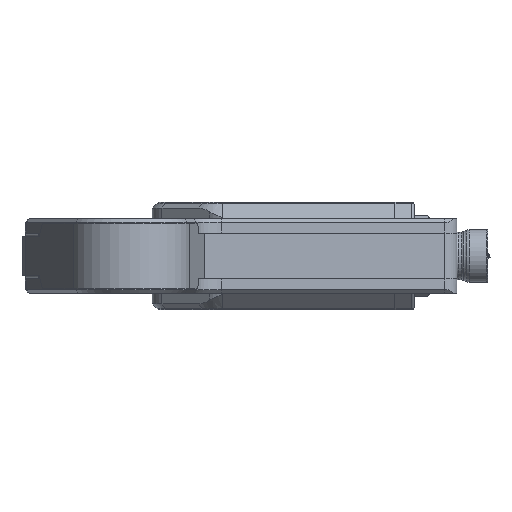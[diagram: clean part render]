
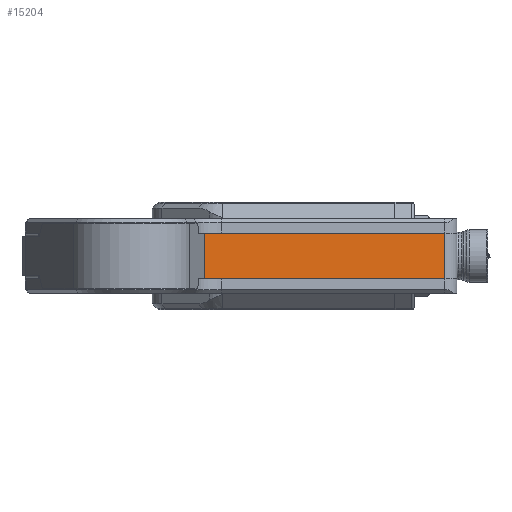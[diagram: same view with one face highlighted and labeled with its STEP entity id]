
A CAD part, front view. The second image highlights one B-rep face of the part: STEP entity #15204.
In plain terms, the highlighted face is planar.
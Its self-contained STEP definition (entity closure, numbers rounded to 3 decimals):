
#1174 = ORIENTED_EDGE ( 'NONE', *, *, #21178, .T. ) ;
#2059 = VECTOR ( 'NONE', #28129, 1000. ) ;
#4193 = CARTESIAN_POINT ( 'NONE',  ( 0., 0., -9.779 ) ) ;
#5438 = DIRECTION ( 'NONE',  ( 0., 0., 1. ) ) ;
#6052 = DIRECTION ( 'NONE',  ( 0., 0., 1. ) ) ;
#7579 = VERTEX_POINT ( 'NONE', #4193 ) ;
#8055 = AXIS2_PLACEMENT_3D ( 'NONE', #14940, #29872, #5438 ) ;
#8584 = CARTESIAN_POINT ( 'NONE',  ( 103.355, 0., 9.779 ) ) ;
#8674 = FACE_OUTER_BOUND ( 'NONE', #40711, .T. ) ;
#10047 = EDGE_CURVE ( 'NONE', #20293, #33755, #12668, .T. ) ;
#12668 = LINE ( 'NONE', #23243, #25338 ) ;
#13037 = CARTESIAN_POINT ( 'NONE',  ( 0., 0., 9.779 ) ) ;
#14940 = CARTESIAN_POINT ( 'NONE',  ( 0., 0., 9.779 ) ) ;
#15204 = ADVANCED_FACE ( 'NONE', ( #8674 ), #28751, .F. ) ;
#17771 = LINE ( 'NONE', #35727, #2059 ) ;
#19491 = CARTESIAN_POINT ( 'NONE',  ( 0., 0., -9.779 ) ) ;
#20293 = VERTEX_POINT ( 'NONE', #13037 ) ;
#21178 = EDGE_CURVE ( 'NONE', #7579, #28165, #23159, .T. ) ;
#22914 = ORIENTED_EDGE ( 'NONE', *, *, #10047, .F. ) ;
#23159 = LINE ( 'NONE', #19491, #39728 ) ;
#23243 = CARTESIAN_POINT ( 'NONE',  ( 0., 0., 9.779 ) ) ;
#23561 = CARTESIAN_POINT ( 'NONE',  ( 103.355, 0., -9.779 ) ) ;
#25338 = VECTOR ( 'NONE', #26717, 1000. ) ;
#26717 = DIRECTION ( 'NONE',  ( 1., 0., 0. ) ) ;
#28129 = DIRECTION ( 'NONE',  ( 0., 0., -1. ) ) ;
#28165 = VERTEX_POINT ( 'NONE', #41190 ) ;
#28751 = PLANE ( 'NONE',  #8055 ) ;
#29872 = DIRECTION ( 'NONE',  ( 0., 1., 0. ) ) ;
#33316 = ORIENTED_EDGE ( 'NONE', *, *, #36614, .T. ) ;
#33556 = DIRECTION ( 'NONE',  ( 1., 0., 0. ) ) ;
#33755 = VERTEX_POINT ( 'NONE', #8584 ) ;
#34870 = EDGE_CURVE ( 'NONE', #28165, #33755, #45258, .T. ) ;
#35727 = CARTESIAN_POINT ( 'NONE',  ( 0., 0., 9.779 ) ) ;
#35776 = VECTOR ( 'NONE', #6052, 1000. ) ;
#36614 = EDGE_CURVE ( 'NONE', #20293, #7579, #17771, .T. ) ;
#38597 = ORIENTED_EDGE ( 'NONE', *, *, #34870, .T. ) ;
#39728 = VECTOR ( 'NONE', #33556, 1000. ) ;
#40711 = EDGE_LOOP ( 'NONE', ( #1174, #38597, #22914, #33316 ) ) ;
#41190 = CARTESIAN_POINT ( 'NONE',  ( 103.355, 0., -9.779 ) ) ;
#45258 = LINE ( 'NONE', #23561, #35776 ) ;
